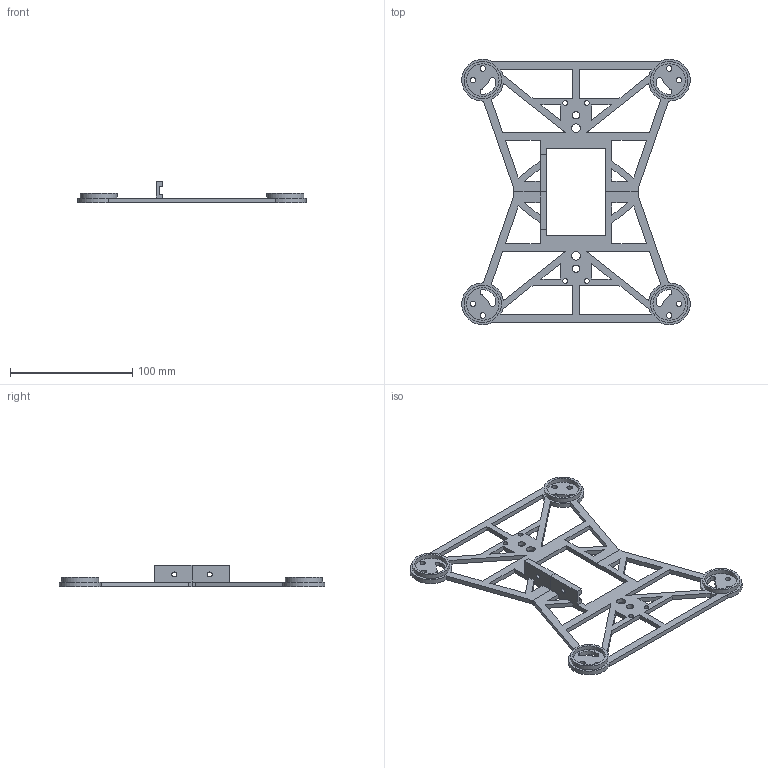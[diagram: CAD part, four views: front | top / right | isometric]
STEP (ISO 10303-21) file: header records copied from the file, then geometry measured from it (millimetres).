
FILE_DESCRIPTION(/* description */ ('STEP AP242','CAx-IF Rec.Pracs.---Representation and Presentation of Product Manufacturing Information (PMI)---4.0---2014-10-13','CAx-IF Rec.Pracs.---3D Tessellated Geometry---0.4---2014-09-14','2;1'),/* implementation_level */ '2;1');
FILE_NAME(/* name */ '67657d1767f02c7fbb450112',/* time_stamp */ '2024-12-20T14:20:07Z',/* author */ (''),/* organization */ (''),/* preprocessor_version */ 'ST-DEVELOPER v20',/* originating_system */ 'ONSHAPE BY PTC INC, 1.191',/* authorisation */ ' ');
FILE_SCHEMA (('AP242_MANAGED_MODEL_BASED_3D_ENGINEERING_MIM_LF { 1 0 10303 442 1 1 4 }'));
Length unit declared in the file: metre
Products named in the file (2): right side; left side
Bounding box: 186.66 x 217.13 x 17.53 mm (x, y, z)
Volume: 58234.3 mm3; surface area: 46387.9 mm2
Topology: 2 solids, 2 shells, 172 faces, 502 edges, 338 vertices
Faces by surface type: plane 118, cylinder 50, bspline 4
Full cylindrical faces by diameter (mm): 4 x6, 4.5 x8, 6 x2, 7 x2, 26.67 x4, 30.48 x4
Entity records: 5697 total; most frequent: CARTESIAN_POINT 1012, ORIENTED_EDGE 932, DIRECTION 898, EDGE_CURVE 466, LINE 358, VECTOR 358, VERTEX_POINT 328, EDGE_LOOP 286
